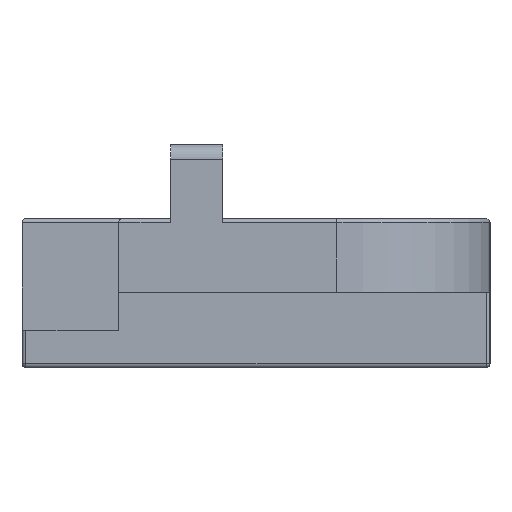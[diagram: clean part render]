
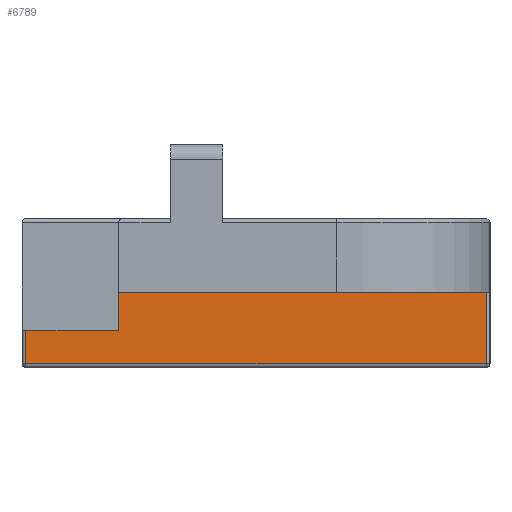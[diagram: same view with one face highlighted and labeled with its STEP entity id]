
A CAD part, left-side view. The second image highlights one B-rep face of the part: STEP entity #6789.
In plain terms, the highlighted planar face has unit normal (-1, 0, 0).
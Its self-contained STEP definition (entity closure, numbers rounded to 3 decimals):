
#188=PLANE('',#7419);
#764=LINE('',#11242,#1430);
#765=LINE('',#11245,#1431);
#768=LINE('',#11258,#1434);
#769=LINE('',#11261,#1435);
#773=LINE('',#11269,#1439);
#774=LINE('',#11270,#1440);
#1430=VECTOR('',#9163,10.);
#1431=VECTOR('',#9166,10.);
#1434=VECTOR('',#9181,10.);
#1435=VECTOR('',#9184,10.);
#1439=VECTOR('',#9190,10.);
#1440=VECTOR('',#9191,10.);
#1986=FACE_OUTER_BOUND('',#2326,.T.);
#2326=EDGE_LOOP('',(#5607,#5608,#5609,#5610,#5611,#5612));
#2838=VERTEX_POINT('',#9708);
#3353=VERTEX_POINT('',#11240);
#3354=VERTEX_POINT('',#11244);
#3357=VERTEX_POINT('',#11254);
#3359=VERTEX_POINT('',#11260);
#3362=VERTEX_POINT('',#11268);
#4292=EDGE_CURVE('',#3353,#2838,#764,.T.);
#4293=EDGE_CURVE('',#2838,#3354,#765,.T.);
#4300=EDGE_CURVE('',#3354,#3357,#768,.T.);
#4301=EDGE_CURVE('',#3357,#3359,#769,.T.);
#4305=EDGE_CURVE('',#3353,#3362,#773,.F.);
#4306=EDGE_CURVE('',#3359,#3362,#774,.T.);
#5607=ORIENTED_EDGE('',*,*,#4292,.F.);
#5608=ORIENTED_EDGE('',*,*,#4305,.T.);
#5609=ORIENTED_EDGE('',*,*,#4306,.F.);
#5610=ORIENTED_EDGE('',*,*,#4301,.F.);
#5611=ORIENTED_EDGE('',*,*,#4300,.F.);
#5612=ORIENTED_EDGE('',*,*,#4293,.F.);
#6789=ADVANCED_FACE('',(#1986),#188,.F.);
#7419=AXIS2_PLACEMENT_3D('',#11267,#9188,#9189);
#9163=DIRECTION('',(0.,0.,-1.));
#9166=DIRECTION('',(0.,1.,0.));
#9181=DIRECTION('',(0.,0.,1.));
#9184=DIRECTION('',(0.,-1.,0.));
#9188=DIRECTION('center_axis',(1.,0.,0.));
#9189=DIRECTION('ref_axis',(0.,1.,0.));
#9190=DIRECTION('',(0.,-1.,0.));
#9191=DIRECTION('',(0.,0.,1.));
#9708=CARTESIAN_POINT('',(0.1,-2.5,0.5));
#11240=CARTESIAN_POINT('',(0.1,-2.5,10.1));
#11242=CARTESIAN_POINT('',(0.1,-2.5,0.));
#11244=CARTESIAN_POINT('',(0.1,59.5,0.5));
#11245=CARTESIAN_POINT('',(0.1,12.75,0.5));
#11254=CARTESIAN_POINT('',(0.1,59.5,5.));
#11258=CARTESIAN_POINT('',(0.1,59.5,0.));
#11260=CARTESIAN_POINT('',(0.1,47.,5.));
#11261=CARTESIAN_POINT('',(0.1,28.5,5.));
#11267=CARTESIAN_POINT('Origin',(0.1,-3.,0.));
#11268=CARTESIAN_POINT('',(0.1,47.,10.1));
#11269=CARTESIAN_POINT('',(0.1,22.,10.1));
#11270=CARTESIAN_POINT('',(0.1,47.,6.25));
